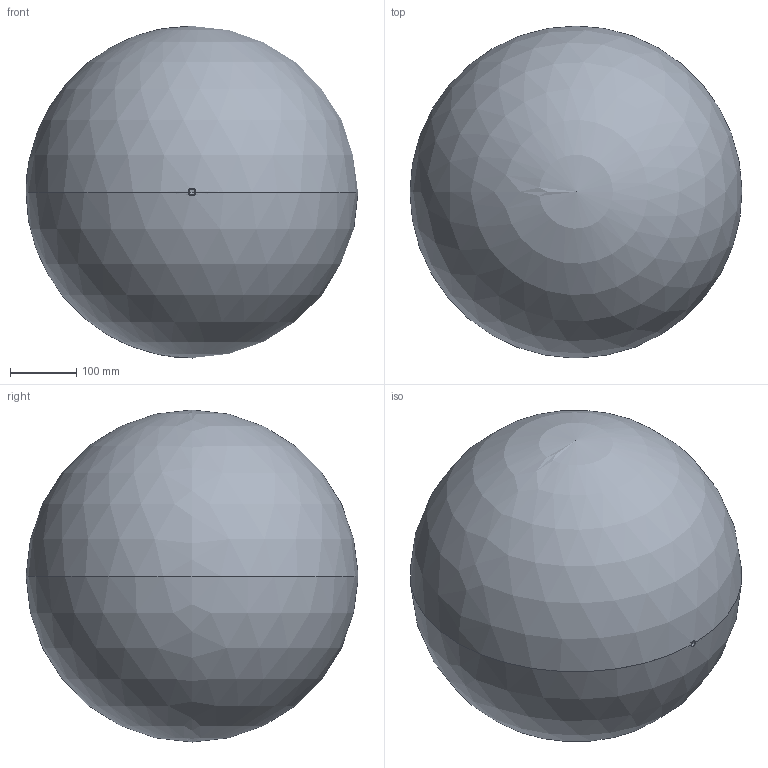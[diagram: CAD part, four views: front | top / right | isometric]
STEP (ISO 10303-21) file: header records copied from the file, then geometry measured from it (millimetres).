
FILE_DESCRIPTION (( 'STEP AP203' ), '1' );
FILE_NAME ('52500-240.STEP', '2016-04-01T12:55:14', ( '' ), ( '' ), 'SwSTEP 2.0', 'SolidWorks 2015', '' );
FILE_SCHEMA (( 'CONFIG_CONTROL_DESIGN' ));
Length unit declared in the file: millimetre
Products named in the file (1): 52500-240
Bounding box: 499.99 x 499.95 x 500 mm (x, y, z)
Volume: 1558314.9 mm3; surface area: 1558407.5 mm2
Topology: 1 solids, 1 shells, 233 faces, 628 edges, 418 vertices
Faces by surface type: bspline 103, plane 96, cone 26, sphere 4, cylinder 4
Entity records: 12437 total; most frequent: CARTESIAN_POINT 7635, ORIENTED_EDGE 1236, EDGE_CURVE 618, DIRECTION 502, VERTEX_POINT 412, B_SPLINE_CURVE_WITH_KNOTS 396, EDGE_LOOP 258, FACE_OUTER_BOUND 233
